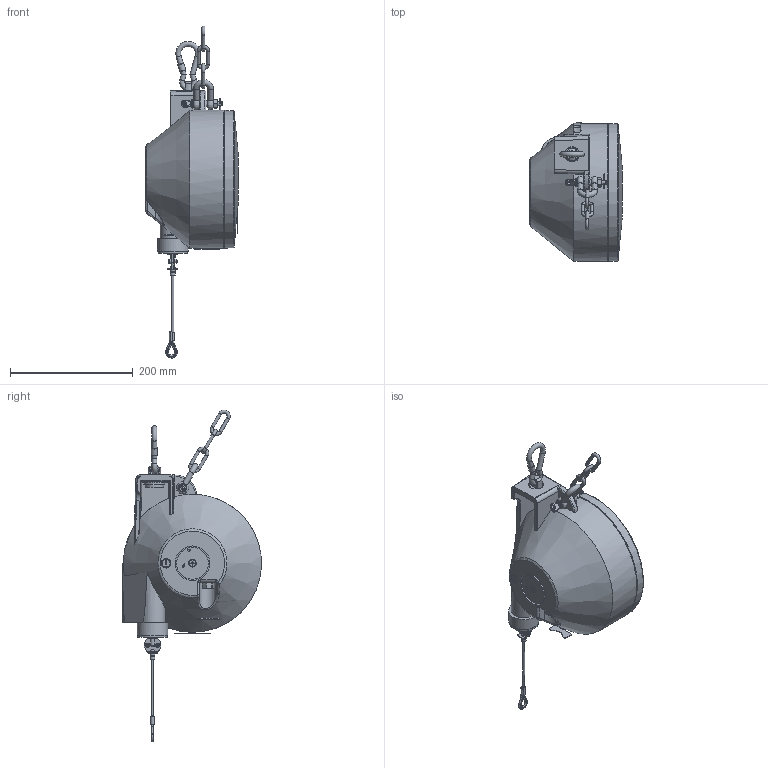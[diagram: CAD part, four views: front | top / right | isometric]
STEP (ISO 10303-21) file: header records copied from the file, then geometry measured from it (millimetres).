
FILE_DESCRIPTION(/* description */ (''),/* implementation_level */ '2;1');
FILE_NAME(/* name */ '7235-36.stp',/* time_stamp */ '2015-01-14T11:55:58+01:00',/* author */ ('Sebastian.Mueller'),/* organization */ (''),/* preprocessor_version */ 'ST-DEVELOPER v15.2',/* originating_system */ 'Autodesk Inventor 2014',/* authorisation */ '');
FILE_SCHEMA (('CONFIG_CONTROL_DESIGN'));
Length unit declared in the file: millimetre
Products named in the file (1): 7235-36
Bounding box: 151.1 x 226.46 x 541.34 mm (x, y, z)
Volume: 4956308 mm3; surface area: 265525.9 mm2
Topology: 14 solids, 14 shells, 754 faces, 1911 edges, 1194 vertices
Faces by surface type: plane 318, cylinder 206, cone 89, bspline 68, torus 62, sphere 11
Full cylindrical faces by diameter (mm): 3 x3, 3.1 x1, 4 x5, 4.3 x4, 4.773 x1, 5 x6, 5.3 x1, 6 x4, 7 x4, 7.5 x2, 8 x4, 9 x3, 9.3 x1, 9.7 x1, 9.9 x1, 10 x1, 10.5 x1, 10.9 x1, 11 x2, 11.3 x1, 13.6 x1, 14.9 x1, 15 x1, 15.5 x1, 18.014 x1, 19 x1, 19.1 x1, 20 x1, 20.4 x1, 21 x1
Entity records: 25656 total; most frequent: CARTESIAN_POINT 8273, ORIENTED_EDGE 3386, DIRECTION 3300, EDGE_CURVE 1691, AXIS2_PLACEMENT_3D 1319, VERTEX_POINT 1143, EDGE_LOOP 977, ADVANCED_FACE 753
